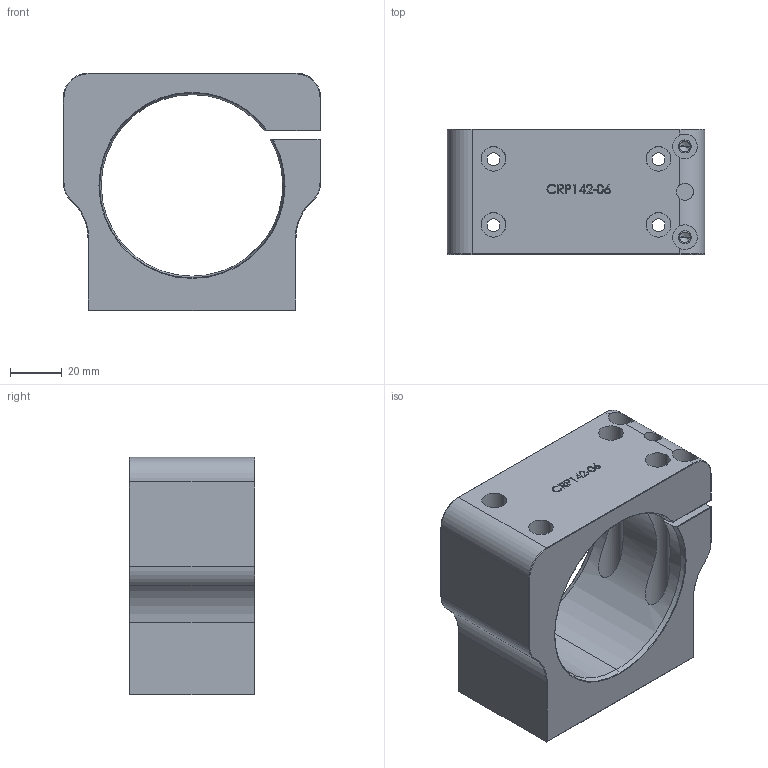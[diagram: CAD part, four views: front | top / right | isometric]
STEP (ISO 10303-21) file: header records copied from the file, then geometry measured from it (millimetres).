
FILE_DESCRIPTION (( 'STEP AP214' ), '1' );
FILE_NAME ('CRP142-06.STEP', '2018-02-27T18:02:45', ( '' ), ( '' ), 'SwSTEP 2.0', 'SolidWorks 2017', '' );
FILE_SCHEMA (( 'AUTOMOTIVE_DESIGN' ));
Length unit declared in the file: inch
Products named in the file (1): CRP142-06
Bounding box: 99.06 x 48.26 x 91.44 mm (x, y, z)
Volume: 190800.1 mm3; surface area: 45334.8 mm2
Topology: 1 solids, 1 shells, 217 faces, 572 edges, 366 vertices
Faces by surface type: plane 84, cylinder 61, bspline 44, torus 18, cone 10
Entity records: 10134 total; most frequent: CARTESIAN_POINT 4904, ORIENTED_EDGE 1136, DIRECTION 924, EDGE_CURVE 568, VERTEX_POINT 366, LINE 308, VECTOR 308, AXIS2_PLACEMENT_3D 308
